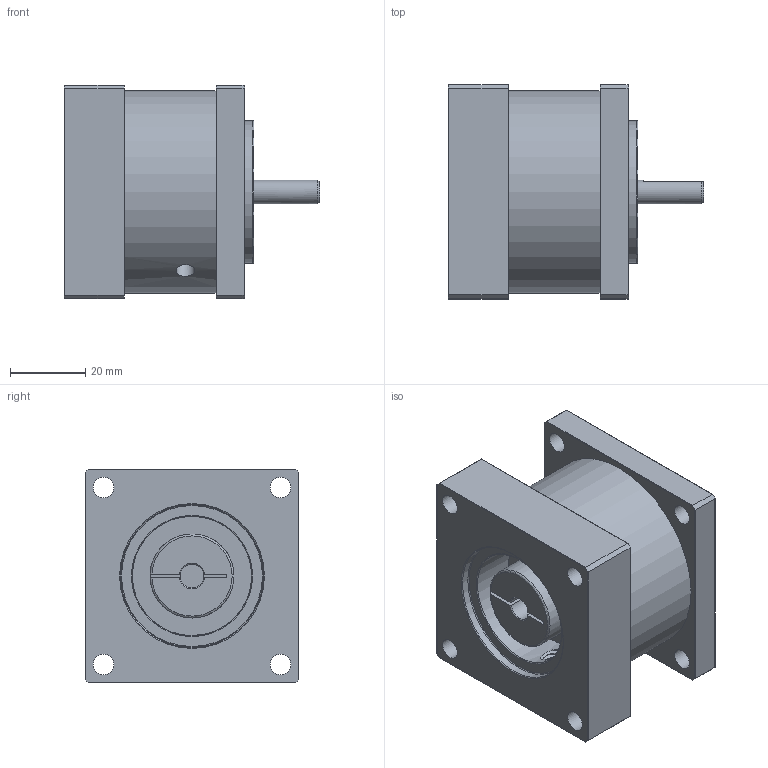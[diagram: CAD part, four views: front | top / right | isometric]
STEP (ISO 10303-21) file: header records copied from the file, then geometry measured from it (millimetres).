
FILE_DESCRIPTION(/* description */ (''),/* implementation_level */ '2;1');
FILE_NAME(/* name */ '23 frame Brake 3D.step',/* time_stamp */ '2019-03-14T16:25:13-07:00',/* author */ ('brian3JPJM'),/* organization */ (''),/* preprocessor_version */ 'ST-DEVELOPER v17.2',/* originating_system */ 'Autodesk Translation Framework v7.6.0.251',/* authorisation */ '');
FILE_SCHEMA (('AUTOMOTIVE_DESIGN { 1 0 10303 214 3 1 1 }'));
Length unit declared in the file: millimetre
Products named in the file (1): 23 frame Brake
Bounding box: 68 x 57 x 57 mm (x, y, z)
Volume: 124563.3 mm3; surface area: 23368.7 mm2
Topology: 1 solids, 1 shells, 121 faces, 330 edges, 219 vertices
Faces by surface type: cylinder 68, plane 37, bspline 8, torus 5, cone 3
Full cylindrical faces by diameter (mm): 5 x1, 5.5 x8, 6.35 x2, 6.779 x14, 8.17 x13, 22.4 x1, 31.8 x1, 38.1 x2, 54 x1
Entity records: 5713 total; most frequent: CARTESIAN_POINT 2711, ORIENTED_EDGE 660, DIRECTION 553, EDGE_CURVE 330, VERTEX_POINT 219, AXIS2_PLACEMENT_3D 211, EDGE_LOOP 147, LINE 131
